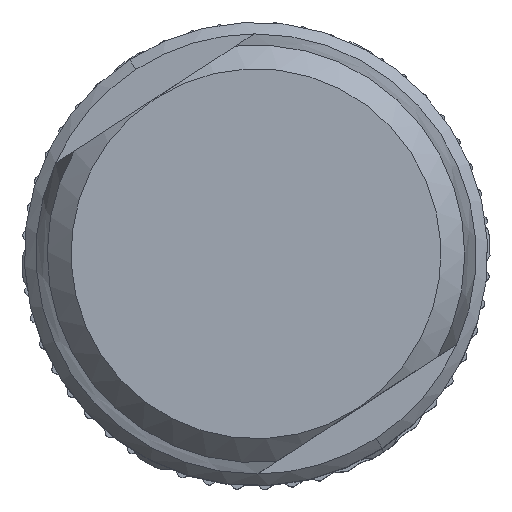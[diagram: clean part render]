
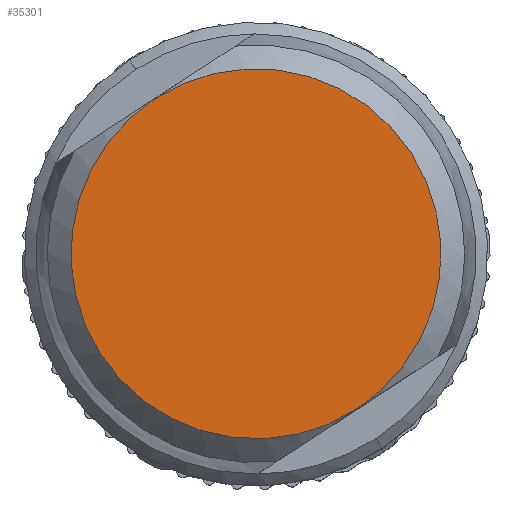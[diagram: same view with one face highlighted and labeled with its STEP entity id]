
A CAD part, top view. The second image highlights one B-rep face of the part: STEP entity #35301.
In plain terms, the highlighted planar face has unit normal (0, 0, 1).
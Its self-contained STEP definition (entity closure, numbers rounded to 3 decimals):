
#35158=AXIS2_PLACEMENT_3D('Circle Axis2P3D',#35156,#35157,$) ;
#35210=AXIS2_PLACEMENT_3D('Circle Axis2P3D',#35208,#35209,$) ;
#35295=AXIS2_PLACEMENT_3D('Plane Axis2P3D',#35292,#35293,#35294) ;
#35137=CARTESIAN_POINT('Vertex',(5.743,16.786,59.59)) ;
#35153=CARTESIAN_POINT('Vertex',(14.457,3.4,59.59)) ;
#35156=CARTESIAN_POINT('Axis2P3D Location',(10.1,10.093,59.59)) ;
#35208=CARTESIAN_POINT('Axis2P3D Location',(10.1,10.093,59.59)) ;
#35292=CARTESIAN_POINT('Axis2P3D Location',(10.1,10.093,59.59)) ;
#35157=DIRECTION('Axis2P3D Direction',(0.,0.,-1.)) ;
#35209=DIRECTION('Axis2P3D Direction',(0.,0.,-1.)) ;
#35293=DIRECTION('Axis2P3D Direction',(0.,0.,1.)) ;
#35294=DIRECTION('Axis2P3D XDirection',(-0.546,0.838,0.)) ;
#35298=ORIENTED_EDGE('',*,*,#35160,.T.) ;
#35299=ORIENTED_EDGE('',*,*,#35212,.T.) ;
#35301=ADVANCED_FACE('Hauptk\X2\00F6\X0\rper',(#35300),#35296,.T.) ;
#35159=CIRCLE('generated circle',#35158,7.986) ;
#35211=CIRCLE('generated circle',#35210,7.986) ;
#35160=EDGE_CURVE('',#35138,#35154,#35159,.F.) ;
#35212=EDGE_CURVE('',#35154,#35138,#35211,.F.) ;
#35297=EDGE_LOOP('',(#35298,#35299)) ;
#35300=FACE_OUTER_BOUND('',#35297,.T.) ;
#35296=PLANE('',#35295) ;
#35138=VERTEX_POINT('',#35137) ;
#35154=VERTEX_POINT('',#35153) ;
